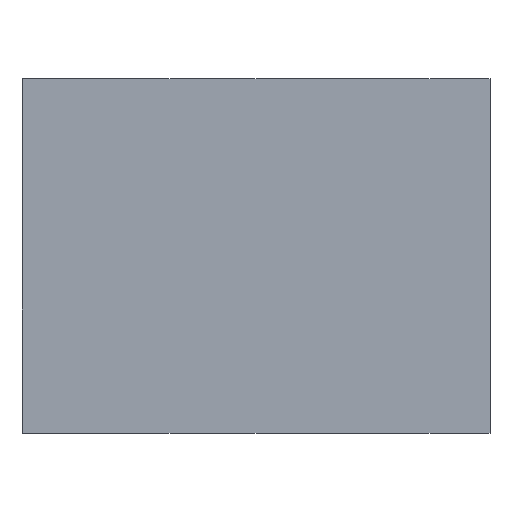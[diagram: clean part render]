
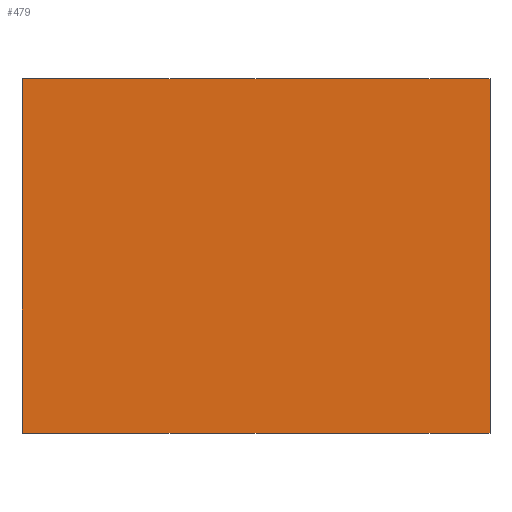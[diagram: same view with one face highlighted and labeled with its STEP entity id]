
A CAD part, top view. The second image highlights one B-rep face of the part: STEP entity #479.
In plain terms, the highlighted planar face has unit normal (0, 0, 1).
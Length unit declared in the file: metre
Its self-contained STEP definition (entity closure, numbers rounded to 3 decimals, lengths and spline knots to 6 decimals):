
#479=ADVANCED_FACE('0:9640',(#1162),#1163,.T.);
#1162=FACE_OUTER_BOUND('',#2053,.T.);
#1163=PLANE('',#2054);
#2053=EDGE_LOOP('',(#2957,#2958,#2959,#2960));
#2054=AXIS2_PLACEMENT_3D('',#2961,#2962,#2963);
#2957=ORIENTED_EDGE('',*,*,#5430,.F.);
#2958=ORIENTED_EDGE('',*,*,#5433,.F.);
#2959=ORIENTED_EDGE('',*,*,#5421,.F.);
#2960=ORIENTED_EDGE('',*,*,#5426,.F.);
#2961=CARTESIAN_POINT('',(0.0,0.0,0.00072));
#2962=DIRECTION('',(0.0,0.0,1.0));
#2963=DIRECTION('',(1.0,0.0,0.0));
#5421=EDGE_CURVE('0:9661',#6412,#6414,#6415,.F.);
#5426=EDGE_CURVE('0:9670',#6420,#6412,#6422,.F.);
#5430=EDGE_CURVE('0:9676',#6426,#6420,#6428,.F.);
#5433=EDGE_CURVE('0:9649',#6414,#6426,#6431,.F.);
#6412=VERTEX_POINT('',#7875);
#6414=VERTEX_POINT('',#7878);
#6415=LINE('',#7879,#7880);
#6420=VERTEX_POINT('',#7887);
#6422=LINE('',#7890,#7891);
#6426=VERTEX_POINT('',#7896);
#6428=LINE('',#7899,#7900);
#6431=LINE('',#7904,#7905);
#7875=CARTESIAN_POINT('',(0.003855,0.0,0.00072));
#7878=CARTESIAN_POINT('',(0.0,0.0,0.00072));
#7879=CARTESIAN_POINT('',(0.000964,0.0,0.00072));
#7880=VECTOR('',#9814,1.0);
#7887=CARTESIAN_POINT('',(0.003855,0.002919,0.00072));
#7890=CARTESIAN_POINT('',(0.003855,0.00073,0.00072));
#7891=VECTOR('',#9818,1.0);
#7896=CARTESIAN_POINT('',(0.0,0.002919,0.00072));
#7899=CARTESIAN_POINT('',(0.000964,0.002919,0.00072));
#7900=VECTOR('',#9821,1.0);
#7904=CARTESIAN_POINT('',(0.0,0.00073,0.00072));
#7905=VECTOR('',#9823,1.0);
#9814=DIRECTION('',(1.0,0.0,0.0));
#9818=DIRECTION('',(0.0,1.0,0.0));
#9821=DIRECTION('',(-1.0,0.0,0.0));
#9823=DIRECTION('',(0.0,-1.0,0.0));
